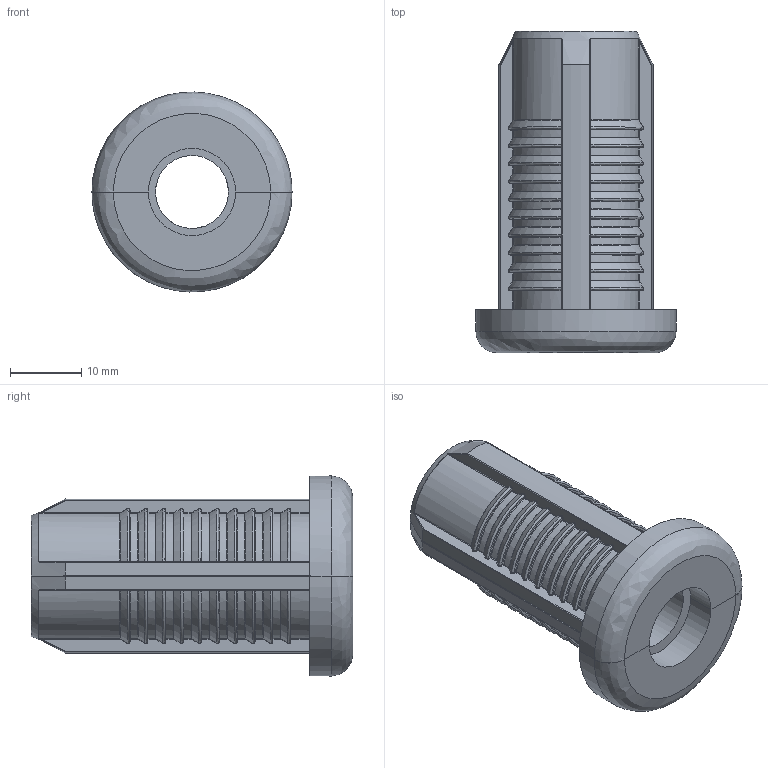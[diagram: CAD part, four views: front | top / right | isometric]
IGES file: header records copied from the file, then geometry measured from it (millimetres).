
Global section: file name: 350012; native system: Autodesk Inventor 2018; preprocessor: unknown; author: Swarna; date: 20190413.121855; units: millimetre
Bounding box: 28 x 45 x 27.99 mm (x, y, z)
Volume: 8872.7 mm3; surface area: 9089.8 mm2
Topology: 3 solids, 3 shells, 879 faces, 1907 edges, 1042 vertices
Faces by surface type: bspline 879
